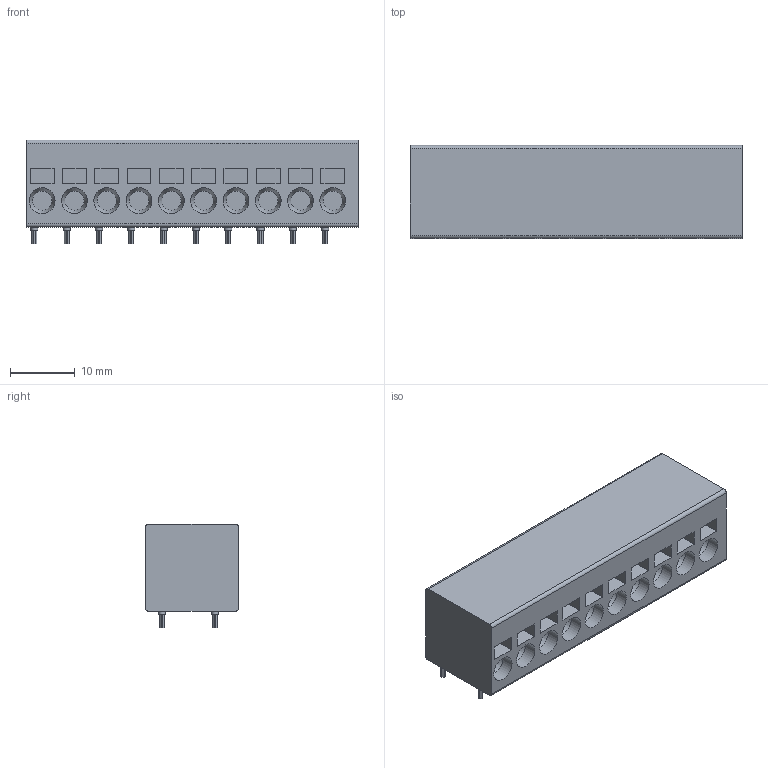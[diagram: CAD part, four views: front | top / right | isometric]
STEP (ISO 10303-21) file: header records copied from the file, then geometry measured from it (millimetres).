
FILE_DESCRIPTION(/* description */ ('model of PhoenixContact_SPT_2.5_10-H-5.0-EX_1x10_P5.0mm_Horizontal'),/* implementation_level */ '2;1');
FILE_NAME(/* name */ 'PhoenixContact_SPT_2.5_10-H-5.0-EX_1x10_P5.0mm_Horizontal.step',/* time_stamp */ '2023-01-30T13:57:19',/* author */ ('KiCAD','kicad'),/* organization */ ('OCCT'),/* preprocessor_version */ '',/* originating_system */ 'KiCAD',/* authorisation */ '');
FILE_SCHEMA(('AUTOMOTIVE_DESIGN { 1 0 10303 214 1 1 1 1 }'));
Length unit declared in the file: millimetre
Products named in the file (7): CQ assembly; 9fa95d22-a09d-11ed-8f45-a0cec80452fd; 9fa95d22-a09d-11ed-8f45-a0cec80452fd_part; 9fa9618c-a09d-11ed-8f45-a0cec80452fd; 9fa9618c-a09d-11ed-8f45-a0cec80452fd_part; 9fa9645c-a09d-11ed-8f45-a0cec80452fd; 9fa9645c-a09d-11ed-8f45-a0cec80452fd_part
Assembly tree (6 placements, depth 4):
  CQ assembly
    9fa95d22-a09d-11ed-8f45-a0cec80452fd
      9fa95d22-a09d-11ed-8f45-a0cec80452fd_part
      9fa9618c-a09d-11ed-8f45-a0cec80452fd
        9fa9618c-a09d-11ed-8f45-a0cec80452fd_part
      9fa9645c-a09d-11ed-8f45-a0cec80452fd
        9fa9645c-a09d-11ed-8f45-a0cec80452fd_part
Bounding box: 51.4 x 14.4 x 16.1 mm (x, y, z)
Volume: 9339.7 mm3; surface area: 4141.9 mm2
Topology: 21 solids, 21 shells, 330 faces, 734 edges, 486 vertices
Faces by surface type: plane 286, cylinder 34, cone 10
Full cylindrical faces by diameter (mm): 1.1 x20, 4 x10
Entity records: 9225 total; most frequent: CARTESIAN_POINT 1557, DIRECTION 1486, ORIENTED_EDGE 1468, EDGE_CURVE 734, LINE 656, VECTOR 656, VERTEX_POINT 486, AXIS2_PLACEMENT_3D 415
